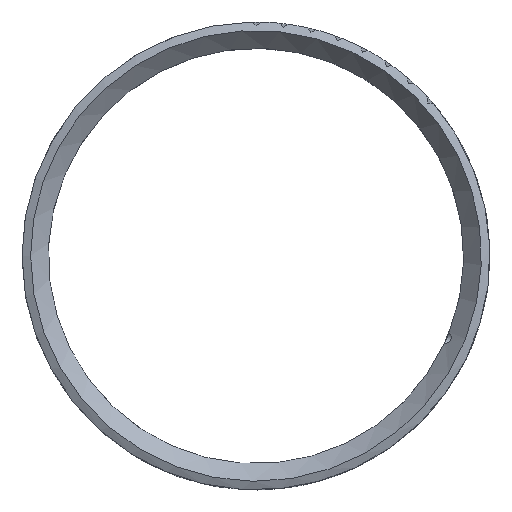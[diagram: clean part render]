
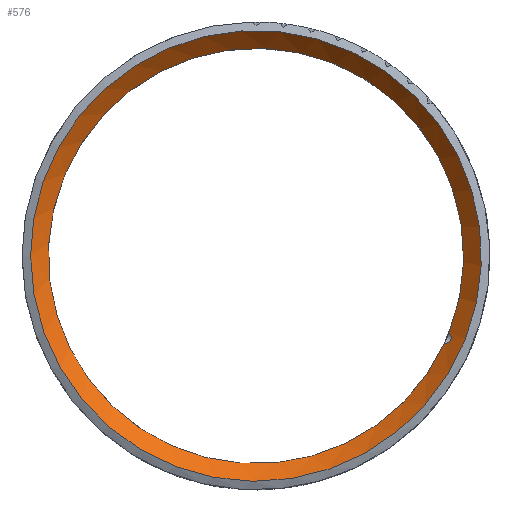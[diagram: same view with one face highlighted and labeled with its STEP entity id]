
A CAD part, top view. The second image highlights one B-rep face of the part: STEP entity #576.
In plain terms, the highlighted conical face has half-angle 45 degrees and reference radius 25.75 mm.
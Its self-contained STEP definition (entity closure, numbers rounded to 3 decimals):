
#31=CONICAL_SURFACE('',#632,25.75,0.785);
#42=CIRCLE('',#633,25.75);
#43=CIRCLE('',#634,27.939);
#71=B_SPLINE_CURVE_WITH_KNOTS('',3,(#990,#991,#992,#993,#994,#995,#996),
 .UNSPECIFIED.,.F.,.F.,(4,1,1,1,4),(0.,0.001,0.001,
0.002,0.002),.UNSPECIFIED.);
#162=ORIENTED_EDGE('',*,*,#298,.T.);
#163=ORIENTED_EDGE('',*,*,#299,.F.);
#164=ORIENTED_EDGE('',*,*,#300,.T.);
#298=EDGE_CURVE('',#362,#363,#71,.T.);
#299=EDGE_CURVE('',#362,#363,#42,.T.);
#300=EDGE_CURVE('',#364,#364,#43,.F.);
#362=VERTEX_POINT('',#997);
#363=VERTEX_POINT('',#998);
#364=VERTEX_POINT('',#1001);
#473=EDGE_LOOP('',(#162,#163));
#474=EDGE_LOOP('',(#164));
#512=FACE_BOUND('',#473,.T.);
#513=FACE_BOUND('',#474,.T.);
#576=ADVANCED_FACE('',(#512,#513),#31,.F.);
#632=AXIS2_PLACEMENT_3D('',#989,#760,#761);
#633=AXIS2_PLACEMENT_3D('',#999,#762,#763);
#634=AXIS2_PLACEMENT_3D('',#1000,#764,#765);
#760=DIRECTION('',(0.,0.,1.));
#761=DIRECTION('',(1.,0.,0.));
#762=DIRECTION('',(0.,0.,1.));
#763=DIRECTION('',(1.,0.,0.));
#764=DIRECTION('',(0.,0.,-1.));
#765=DIRECTION('',(-1.,0.,0.));
#989=CARTESIAN_POINT('',(0.,0.,21.8));
#990=CARTESIAN_POINT('',(23.944,-9.473,21.8));
#991=CARTESIAN_POINT('',(24.052,-9.568,21.935));
#992=CARTESIAN_POINT('',(24.234,-9.81,22.193));
#993=CARTESIAN_POINT('',(24.234,-10.425,22.428));
#994=CARTESIAN_POINT('',(23.789,-10.847,22.194));
#995=CARTESIAN_POINT('',(23.487,-10.882,21.935));
#996=CARTESIAN_POINT('',(23.344,-10.869,21.8));
#997=CARTESIAN_POINT('',(23.944,-9.473,21.8));
#998=CARTESIAN_POINT('',(23.344,-10.869,21.8));
#999=CARTESIAN_POINT('',(0.,0.,21.8));
#1000=CARTESIAN_POINT('',(0.,0.,23.989));
#1001=CARTESIAN_POINT('',(-27.939,0.,23.989));
